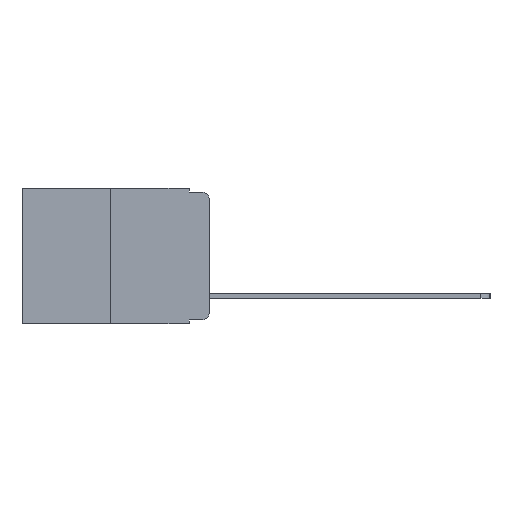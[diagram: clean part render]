
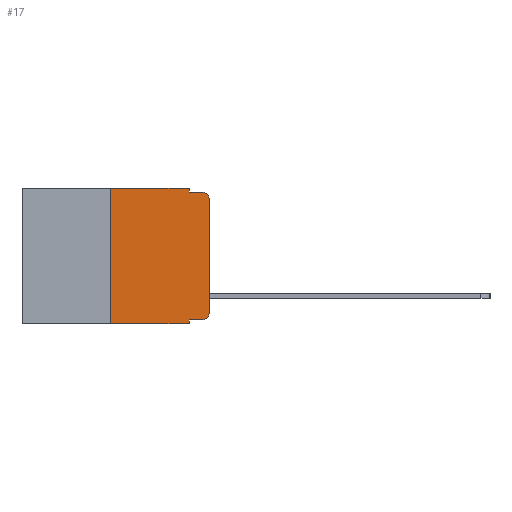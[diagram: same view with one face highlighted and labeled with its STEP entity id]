
A CAD part, left-side view. The second image highlights one B-rep face of the part: STEP entity #17.
In plain terms, the highlighted planar face has unit normal (-1, 0, 0).
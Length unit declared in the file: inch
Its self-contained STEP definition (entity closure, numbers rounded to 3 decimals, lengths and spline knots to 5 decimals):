
#17 = ADVANCED_FACE ( 'NONE', ( #399 ), #7012, .F. ) ;
#61 = EDGE_CURVE ( 'NONE', #8691, #8388, #113, .T. ) ;
#113 = CIRCLE ( 'NONE', #8619, 0.02 ) ;
#116 = VECTOR ( 'NONE', #3792, 39.37008 ) ;
#366 = CARTESIAN_POINT ( 'NONE',  ( 0., 0.25, 0. ) ) ;
#399 = FACE_OUTER_BOUND ( 'NONE', #1780, .T. ) ;
#431 = VERTEX_POINT ( 'NONE', #2672 ) ;
#707 = ORIENTED_EDGE ( 'NONE', *, *, #6078, .F. ) ;
#720 = CARTESIAN_POINT ( 'NONE',  ( 0., 0.02, -0.03 ) ) ;
#781 = DIRECTION ( 'NONE',  ( 0., 0., 1. ) ) ;
#1026 = ORIENTED_EDGE ( 'NONE', *, *, #4350, .F. ) ;
#1078 = VERTEX_POINT ( 'NONE', #8394 ) ;
#1337 = ORIENTED_EDGE ( 'NONE', *, *, #8472, .F. ) ;
#1632 = CARTESIAN_POINT ( 'NONE',  ( 0., 0., -0.313 ) ) ;
#1694 = DIRECTION ( 'NONE',  ( 0., 0., -1. ) ) ;
#1702 = CARTESIAN_POINT ( 'NONE',  ( 0., 0.473, 0. ) ) ;
#1736 = LINE ( 'NONE', #8855, #10983 ) ;
#1780 = EDGE_LOOP ( 'NONE', ( #9496, #4728, #8655, #3332, #1026, #1337, #8450, #707, #4734, #5795 ) ) ;
#2115 = CARTESIAN_POINT ( 'NONE',  ( 0., 0.051, -0.333 ) ) ;
#2125 = LINE ( 'NONE', #4804, #11340 ) ;
#2284 = CARTESIAN_POINT ( 'NONE',  ( 0., 0.051, 0. ) ) ;
#2396 = EDGE_CURVE ( 'NONE', #9067, #431, #7307, .T. ) ;
#2672 = CARTESIAN_POINT ( 'NONE',  ( 0., 0.051, -0.343 ) ) ;
#2834 = DIRECTION ( 'NONE',  ( 0., -1., 0. ) ) ;
#2867 = EDGE_CURVE ( 'NONE', #6820, #8691, #1736, .T. ) ;
#2947 = VERTEX_POINT ( 'NONE', #7033 ) ;
#2998 = VECTOR ( 'NONE', #2834, 39.37008 ) ;
#3111 = EDGE_CURVE ( 'NONE', #8388, #6693, #6734, .T. ) ;
#3242 = DIRECTION ( 'NONE',  ( 0., 0., -1. ) ) ;
#3252 = VECTOR ( 'NONE', #3242, 39.37008 ) ;
#3269 = CARTESIAN_POINT ( 'NONE',  ( 0., 0., 0. ) ) ;
#3323 = LINE ( 'NONE', #10708, #10190 ) ;
#3332 = ORIENTED_EDGE ( 'NONE', *, *, #10979, .F. ) ;
#3777 = CARTESIAN_POINT ( 'NONE',  ( 0., 0., -0.03 ) ) ;
#3792 = DIRECTION ( 'NONE',  ( 0., 0., -1. ) ) ;
#4350 = EDGE_CURVE ( 'NONE', #6294, #2947, #2125, .T. ) ;
#4728 = ORIENTED_EDGE ( 'NONE', *, *, #5941, .T. ) ;
#4734 = ORIENTED_EDGE ( 'NONE', *, *, #2867, .T. ) ;
#4781 = DIRECTION ( 'NONE',  ( 0., -1., 0. ) ) ;
#4804 = CARTESIAN_POINT ( 'NONE',  ( 0., 0.473, 0. ) ) ;
#4872 = CARTESIAN_POINT ( 'NONE',  ( 0., 0.02, -0.333 ) ) ;
#5278 = DIRECTION ( 'NONE',  ( 0., 0., -1. ) ) ;
#5555 = DIRECTION ( 'NONE',  ( -1., 0., 0. ) ) ;
#5741 = DIRECTION ( 'NONE',  ( 0., 0., 1. ) ) ;
#5795 = ORIENTED_EDGE ( 'NONE', *, *, #61, .T. ) ;
#5839 = CARTESIAN_POINT ( 'NONE',  ( 0., 0.473, -0.343 ) ) ;
#5941 = EDGE_CURVE ( 'NONE', #6693, #9156, #6783, .T. ) ;
#6078 = EDGE_CURVE ( 'NONE', #6820, #431, #9574, .T. ) ;
#6294 = VERTEX_POINT ( 'NONE', #366 ) ;
#6693 = VERTEX_POINT ( 'NONE', #3777 ) ;
#6734 = LINE ( 'NONE', #3269, #8824 ) ;
#6783 = CIRCLE ( 'NONE', #8434, 0.02 ) ;
#6820 = VERTEX_POINT ( 'NONE', #2115 ) ;
#7012 = PLANE ( 'NONE',  #9241 ) ;
#7033 = CARTESIAN_POINT ( 'NONE',  ( 0., 0.051, 0. ) ) ;
#7182 = DIRECTION ( 'NONE',  ( -1., 0., 0. ) ) ;
#7291 = CARTESIAN_POINT ( 'NONE',  ( 0., 0.02, -0.01 ) ) ;
#7307 = LINE ( 'NONE', #5839, #11631 ) ;
#7799 = LINE ( 'NONE', #9189, #2998 ) ;
#7839 = DIRECTION ( 'NONE',  ( 0., -1., 0. ) ) ;
#8255 = DIRECTION ( 'NONE',  ( 0., 0., -1. ) ) ;
#8388 = VERTEX_POINT ( 'NONE', #1632 ) ;
#8394 = CARTESIAN_POINT ( 'NONE',  ( 0., 0.051, -0.01 ) ) ;
#8434 = AXIS2_PLACEMENT_3D ( 'NONE', #720, #7182, #1694 ) ;
#8450 = ORIENTED_EDGE ( 'NONE', *, *, #2396, .T. ) ;
#8472 = EDGE_CURVE ( 'NONE', #9067, #6294, #3323, .T. ) ;
#8619 = AXIS2_PLACEMENT_3D ( 'NONE', #8722, #5555, #8255 ) ;
#8655 = ORIENTED_EDGE ( 'NONE', *, *, #9876, .F. ) ;
#8691 = VERTEX_POINT ( 'NONE', #4872 ) ;
#8722 = CARTESIAN_POINT ( 'NONE',  ( 0., 0.02, -0.313 ) ) ;
#8824 = VECTOR ( 'NONE', #5741, 39.37008 ) ;
#8855 = CARTESIAN_POINT ( 'NONE',  ( 0., 0.051, -0.333 ) ) ;
#9067 = VERTEX_POINT ( 'NONE', #10654 ) ;
#9156 = VERTEX_POINT ( 'NONE', #7291 ) ;
#9189 = CARTESIAN_POINT ( 'NONE',  ( 0., 0.051, -0.01 ) ) ;
#9241 = AXIS2_PLACEMENT_3D ( 'NONE', #1702, #10600, #5278 ) ;
#9496 = ORIENTED_EDGE ( 'NONE', *, *, #3111, .T. ) ;
#9574 = LINE ( 'NONE', #10875, #116 ) ;
#9876 = EDGE_CURVE ( 'NONE', #1078, #9156, #7799, .T. ) ;
#10190 = VECTOR ( 'NONE', #781, 39.37008 ) ;
#10377 = LINE ( 'NONE', #2284, #3252 ) ;
#10600 = DIRECTION ( 'NONE',  ( 1., 0., 0. ) ) ;
#10654 = CARTESIAN_POINT ( 'NONE',  ( 0., 0.25, -0.343 ) ) ;
#10708 = CARTESIAN_POINT ( 'NONE',  ( 0., 0.25, 0. ) ) ;
#10810 = DIRECTION ( 'NONE',  ( 0., -1., 0. ) ) ;
#10875 = CARTESIAN_POINT ( 'NONE',  ( 0., 0.051, 0. ) ) ;
#10979 = EDGE_CURVE ( 'NONE', #2947, #1078, #10377, .T. ) ;
#10983 = VECTOR ( 'NONE', #10810, 39.37008 ) ;
#11340 = VECTOR ( 'NONE', #4781, 39.37008 ) ;
#11631 = VECTOR ( 'NONE', #7839, 39.37008 ) ;
